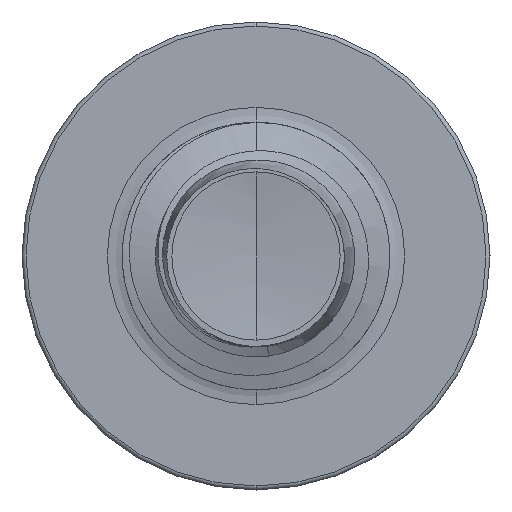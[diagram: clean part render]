
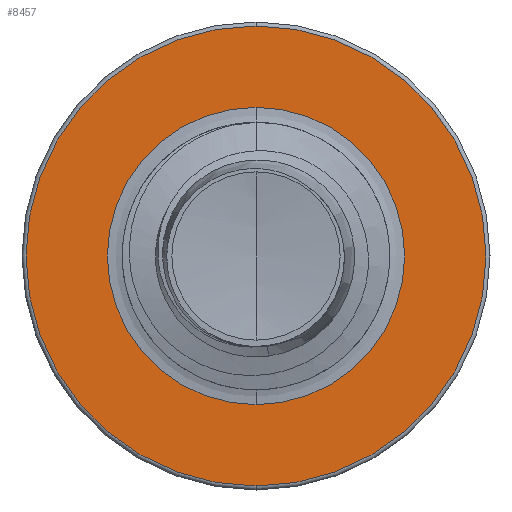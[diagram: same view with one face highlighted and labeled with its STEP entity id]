
A CAD part, front view. The second image highlights one B-rep face of the part: STEP entity #8457.
In plain terms, the highlighted planar face has unit normal (0, -1, 0).
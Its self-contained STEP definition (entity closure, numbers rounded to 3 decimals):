
#446 = AXIS2_PLACEMENT_3D ( 'NONE', #1069, #8763, #2291 ) ;
#1061 = AXIS2_PLACEMENT_3D ( 'NONE', #5786, #12157, #6847 ) ;
#1069 = CARTESIAN_POINT ( 'NONE',  ( 0., 3.5, 0. ) ) ;
#1179 = CARTESIAN_POINT ( 'NONE',  ( 0., 3.5, -1.112 ) ) ;
#1499 = CARTESIAN_POINT ( 'NONE',  ( 0., 3.5, 0. ) ) ;
#1577 = CARTESIAN_POINT ( 'NONE',  ( 0., 3.5, 1.72 ) ) ;
#1946 = VERTEX_POINT ( 'NONE', #2232 ) ;
#2119 = VERTEX_POINT ( 'NONE', #1577 ) ;
#2232 = CARTESIAN_POINT ( 'NONE',  ( 0., 3.5, -1.72 ) ) ;
#2291 = DIRECTION ( 'NONE',  ( 0., 0., 1. ) ) ;
#2354 = ORIENTED_EDGE ( 'NONE', *, *, #8827, .F. ) ;
#2527 = VERTEX_POINT ( 'NONE', #1179 ) ;
#2679 = DIRECTION ( 'NONE',  ( 0., 0., 1. ) ) ;
#2716 = CIRCLE ( 'NONE', #446, 1.72 ) ;
#2799 = ORIENTED_EDGE ( 'NONE', *, *, #9017, .T. ) ;
#2891 = CIRCLE ( 'NONE', #1061, 1.112 ) ;
#2990 = CARTESIAN_POINT ( 'NONE',  ( 0., 3.5, 0. ) ) ;
#3900 = AXIS2_PLACEMENT_3D ( 'NONE', #2990, #10163, #4166 ) ;
#3921 = AXIS2_PLACEMENT_3D ( 'NONE', #1499, #9080, #2679 ) ;
#4016 = FACE_BOUND ( 'NONE', #10476, .T. ) ;
#4166 = DIRECTION ( 'NONE',  ( 0., 0., 1. ) ) ;
#4689 = AXIS2_PLACEMENT_3D ( 'NONE', #11968, #5534, #8557 ) ;
#5534 = DIRECTION ( 'NONE',  ( 0., 1., 0. ) ) ;
#5658 = ORIENTED_EDGE ( 'NONE', *, *, #11535, .T. ) ;
#5786 = CARTESIAN_POINT ( 'NONE',  ( 0., 3.5, 0. ) ) ;
#6398 = CIRCLE ( 'NONE', #3900, 1.112 ) ;
#6628 = CIRCLE ( 'NONE', #3921, 1.72 ) ;
#6847 = DIRECTION ( 'NONE',  ( 0., 0., 1. ) ) ;
#7594 = PLANE ( 'NONE',  #4689 ) ;
#7759 = CARTESIAN_POINT ( 'NONE',  ( 0., 3.5, 1.112 ) ) ;
#8021 = FACE_OUTER_BOUND ( 'NONE', #12636, .T. ) ;
#8457 = ADVANCED_FACE ( 'NONE', ( #8021, #4016 ), #7594, .F. ) ;
#8557 = DIRECTION ( 'NONE',  ( 0., 0., 1. ) ) ;
#8763 = DIRECTION ( 'NONE',  ( 0., 1., 0. ) ) ;
#8827 = EDGE_CURVE ( 'NONE', #2119, #1946, #6628, .T. ) ;
#9017 = EDGE_CURVE ( 'NONE', #2527, #11558, #6398, .T. ) ;
#9080 = DIRECTION ( 'NONE',  ( 0., 1., 0. ) ) ;
#10163 = DIRECTION ( 'NONE',  ( 0., 1., 0. ) ) ;
#10476 = EDGE_LOOP ( 'NONE', ( #5658, #2799 ) ) ;
#11313 = ORIENTED_EDGE ( 'NONE', *, *, #11552, .F. ) ;
#11535 = EDGE_CURVE ( 'NONE', #11558, #2527, #2891, .T. ) ;
#11552 = EDGE_CURVE ( 'NONE', #1946, #2119, #2716, .T. ) ;
#11558 = VERTEX_POINT ( 'NONE', #7759 ) ;
#11968 = CARTESIAN_POINT ( 'NONE',  ( 0., 3.5, -1.112 ) ) ;
#12157 = DIRECTION ( 'NONE',  ( 0., 1., 0. ) ) ;
#12636 = EDGE_LOOP ( 'NONE', ( #2354, #11313 ) ) ;
